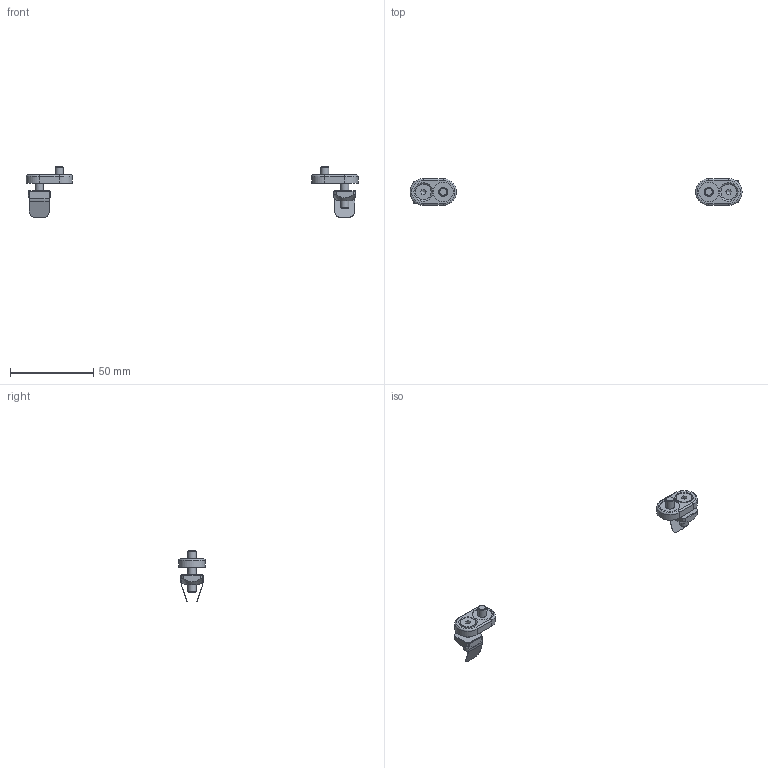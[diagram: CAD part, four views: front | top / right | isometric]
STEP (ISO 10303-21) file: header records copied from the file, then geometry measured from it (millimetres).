
FILE_DESCRIPTION(('STEP AP203'),'1');
FILE_NAME('SAFE08N1089.stp','2023-10-23T15:11:26',(' '),(' '),'Spatial InterOp 3D',' ',' ');
FILE_SCHEMA(('CONFIG_CONTROL_DESIGN'));
Length unit declared in the file: millimetre
Products named in the file (9): Kit de fixation - EcrouForceVsLigne; Vis FHC - M5x20; Ecrou carré languette 8 45 M5; Kit fixation poignée Al 120/160; Kit fixation poignée Al 160; Vis FHC - M5x10; PlatineFixPoigneeAl 120/160
Assembly tree (11 placements, depth 4):
  Kit fixation poignée Al 120/160
    Kit de fixation - EcrouForceVsLigne  x2
      Vis FHC - M5x20
      Ecrou carré languette 8 45 M5
        Ecrou carré languette 8 45 M5
        Ecrou carré languette 8 45 M5
    Kit fixation poignée Al 160
      Vis FHC - M5x10  x2
      PlatineFixPoigneeAl 120/160  x2
Bounding box: 200 x 16 x 30.55 mm (x, y, z)
Volume: 6036.2 mm3; surface area: 5848.2 mm2
Topology: 10 solids, 10 shells, 188 faces, 438 edges, 256 vertices
Faces by surface type: plane 70, cylinder 68, cone 18, sphere 16, torus 16
Full cylindrical faces by diameter (mm): 4.2 x2, 5 x8, 5.5 x4, 9.43 x4, 12 x2
Entity records: 4144 total; most frequent: CARTESIAN_POINT 641, DIRECTION 452, ORIENTED_EDGE 366, AXIS2_PLACEMENT_3D 186, EDGE_CURVE 183, PROPERTY_DEFINITION_REPRESENTATION 172, GENERAL_PROPERTY_ASSOCIATION 172, PROPERTY_DEFINITION 172
